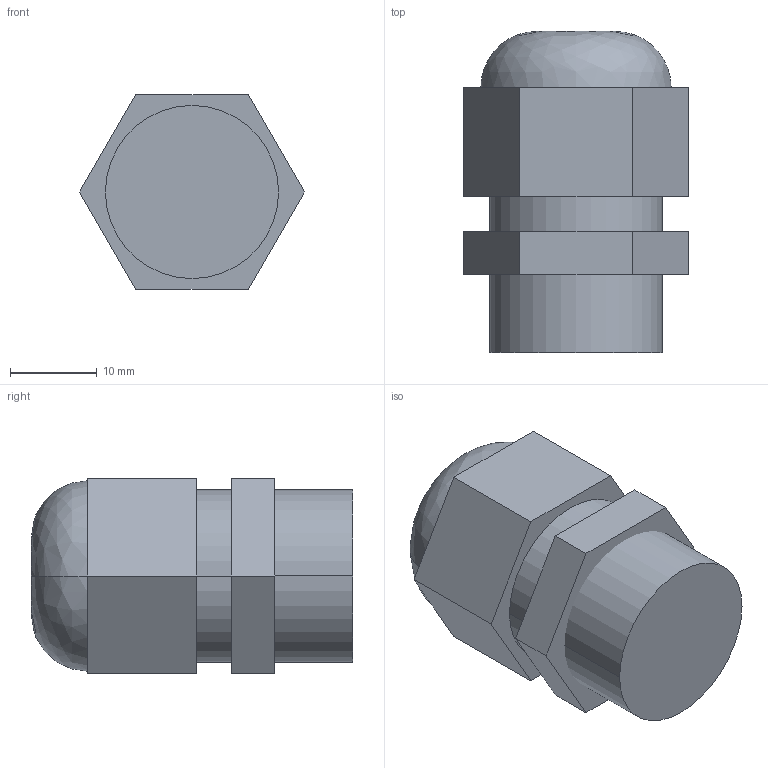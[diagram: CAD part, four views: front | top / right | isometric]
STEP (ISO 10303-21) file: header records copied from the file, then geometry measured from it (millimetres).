
FILE_DESCRIPTION((''),'2;1');
FILE_NAME('3d_KXP01.stp','2012-10-03T08:31:09',(''),(''),'Mechanical Desktop 2011','Mechanical Desktop 2011',', , ');
FILE_SCHEMA(('CONFIG_CONTROL_DESIGN'));
Length unit declared in the file: millimetre
Products named in the file (1): Product
Bounding box: 26 x 37.1 x 22.52 mm (x, y, z)
Volume: 14895.8 mm3; surface area: 5942.8 mm2
Topology: 4 solids, 4 shells, 25 faces, 52 edges, 34 vertices
Faces by surface type: plane 19, cylinder 4, bspline 2
Entity records: 835 total; most frequent: CARTESIAN_POINT 200, DIRECTION 112, ORIENTED_EDGE 104, EDGE_CURVE 52, VECTOR 40, LINE 40, AXIS2_PLACEMENT_3D 36, VERTEX_POINT 34
